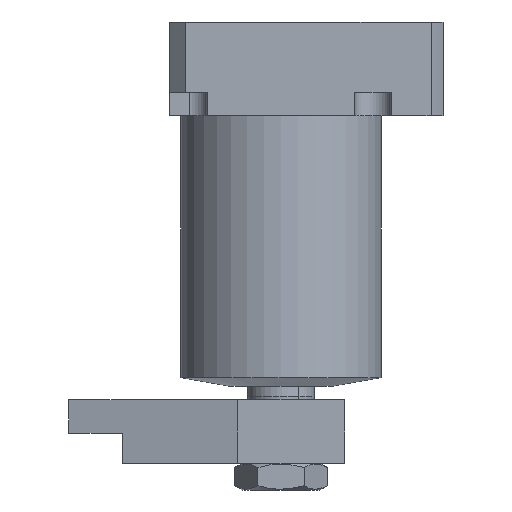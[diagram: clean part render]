
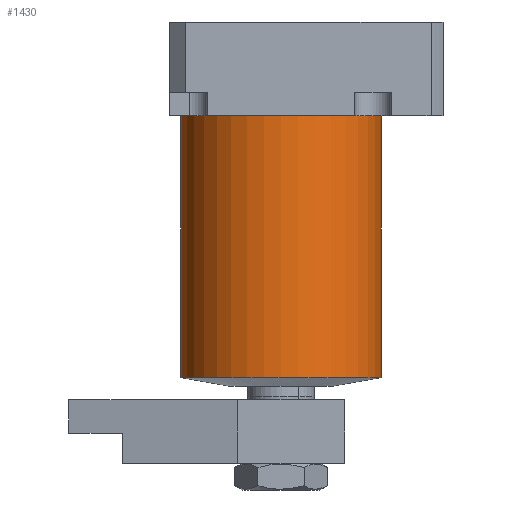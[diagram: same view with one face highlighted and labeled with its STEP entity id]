
A CAD part, front view. The second image highlights one B-rep face of the part: STEP entity #1430.
In plain terms, the highlighted cylindrical face has radius 30 mm (diameter 60 mm), a partial arc.
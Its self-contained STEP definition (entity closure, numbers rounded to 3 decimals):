
#1196 = DIRECTION ( 'NONE',  ( 1., 0., 0. ) ) ;
#1430 = ADVANCED_FACE ( 'NONE', ( #8290 ), #14843, .T. ) ;
#1830 = DIRECTION ( 'NONE',  ( 0., 0., -1. ) ) ;
#2087 = VERTEX_POINT ( 'NONE', #16680 ) ;
#2233 = VERTEX_POINT ( 'NONE', #15650 ) ;
#2992 = CIRCLE ( 'NONE', #17732, 30. ) ;
#3047 = VECTOR ( 'NONE', #9365, 1000. ) ;
#3157 = CARTESIAN_POINT ( 'NONE',  ( 0., 0., 81. ) ) ;
#4069 = EDGE_LOOP ( 'NONE', ( #5362, #13898, #4984, #16459 ) ) ;
#4259 = VERTEX_POINT ( 'NONE', #16471 ) ;
#4310 = EDGE_CURVE ( 'NONE', #4259, #8171, #2992, .T. ) ;
#4561 = DIRECTION ( 'NONE',  ( 1., 0., 0. ) ) ;
#4599 = VECTOR ( 'NONE', #10282, 1000. ) ;
#4898 = AXIS2_PLACEMENT_3D ( 'NONE', #17176, #1830, #10226 ) ;
#4984 = ORIENTED_EDGE ( 'NONE', *, *, #5137, .T. ) ;
#5071 = CIRCLE ( 'NONE', #17452, 30. ) ;
#5137 = EDGE_CURVE ( 'NONE', #2087, #8171, #5444, .T. ) ;
#5362 = ORIENTED_EDGE ( 'NONE', *, *, #10514, .F. ) ;
#5444 = LINE ( 'NONE', #14422, #4599 ) ;
#8171 = VERTEX_POINT ( 'NONE', #16519 ) ;
#8290 = FACE_OUTER_BOUND ( 'NONE', #4069, .T. ) ;
#9365 = DIRECTION ( 'NONE',  ( 0., 0., -1. ) ) ;
#9571 = DIRECTION ( 'NONE',  ( 0., 0., -1. ) ) ;
#10226 = DIRECTION ( 'NONE',  ( -1., 0., 0. ) ) ;
#10282 = DIRECTION ( 'NONE',  ( 0., 0., -1. ) ) ;
#10459 = LINE ( 'NONE', #17731, #3047 ) ;
#10514 = EDGE_CURVE ( 'NONE', #2233, #4259, #10459, .T. ) ;
#12508 = EDGE_CURVE ( 'NONE', #2087, #2233, #5071, .T. ) ;
#12926 = DIRECTION ( 'NONE',  ( 0., 0., 1. ) ) ;
#13898 = ORIENTED_EDGE ( 'NONE', *, *, #12508, .F. ) ;
#14422 = CARTESIAN_POINT ( 'NONE',  ( -30., 0., 81. ) ) ;
#14843 = CYLINDRICAL_SURFACE ( 'NONE', #4898, 30. ) ;
#15650 = CARTESIAN_POINT ( 'NONE',  ( 30., 0., 81. ) ) ;
#16459 = ORIENTED_EDGE ( 'NONE', *, *, #4310, .F. ) ;
#16471 = CARTESIAN_POINT ( 'NONE',  ( 30., 0., 2.645 ) ) ;
#16519 = CARTESIAN_POINT ( 'NONE',  ( -30., 0., 2.645 ) ) ;
#16680 = CARTESIAN_POINT ( 'NONE',  ( -30., 0., 81. ) ) ;
#17176 = CARTESIAN_POINT ( 'NONE',  ( 0., 0., 81. ) ) ;
#17452 = AXIS2_PLACEMENT_3D ( 'NONE', #3157, #12926, #4561 ) ;
#17731 = CARTESIAN_POINT ( 'NONE',  ( 30., 0., 81. ) ) ;
#17732 = AXIS2_PLACEMENT_3D ( 'NONE', #17952, #9571, #1196 ) ;
#17952 = CARTESIAN_POINT ( 'NONE',  ( 0., 0., 2.645 ) ) ;
